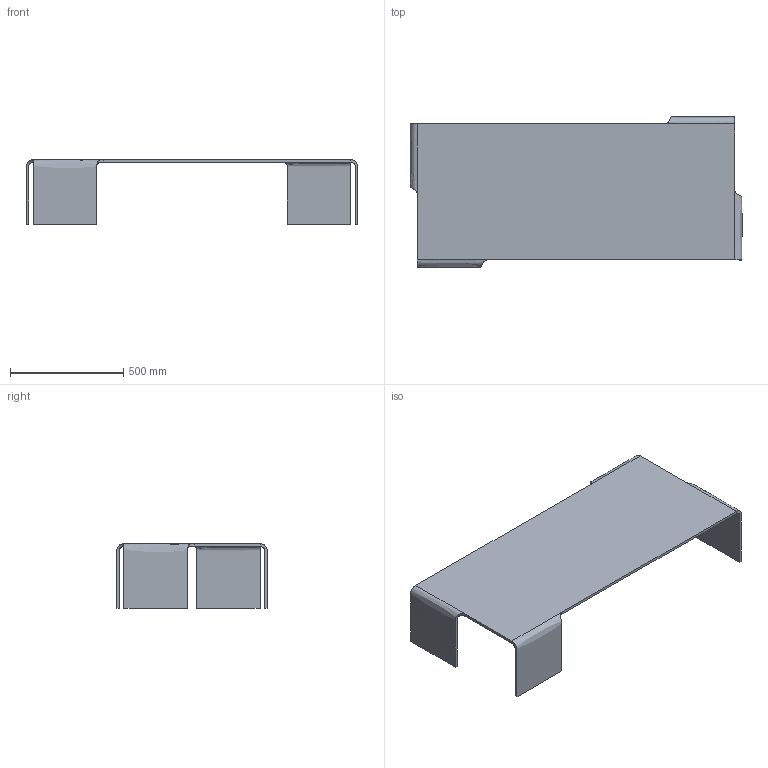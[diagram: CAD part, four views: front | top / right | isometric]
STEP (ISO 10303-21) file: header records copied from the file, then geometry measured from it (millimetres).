
FILE_DESCRIPTION(/* description */ (''),/* implementation_level */ '2;1');
FILE_NAME(/* name */ '0196 - Neutra 146x66',/* time_stamp */ '2010-11-04T12:00:52+01:00',/* author */ (''),/* organization */ (''),/* preprocessor_version */ 'ST-DEVELOPER v10',/* originating_system */ '',/* authorisation */ '');
FILE_SCHEMA (('CONFIG_CONTROL_DESIGN'));
Length unit declared in the file: centimetre
Products named in the file (1): 1
Bounding box: 1464 x 664 x 285.58 mm (x, y, z)
Volume: 14032031 mm3; surface area: 2417158.2 mm2
Topology: 1 solids, 1 shells, 26 faces, 56 edges, 32 vertices
Faces by surface type: bspline 24, plane 2
Entity records: 2532 total; most frequent: CARTESIAN_POINT 2076, ORIENTED_EDGE 112, EDGE_CURVE 56, B_SPLINE_CURVE_WITH_KNOTS 56, VERTEX_POINT 32, ADVANCED_FACE 26, FACE_OUTER_BOUND 26, EDGE_LOOP 26
